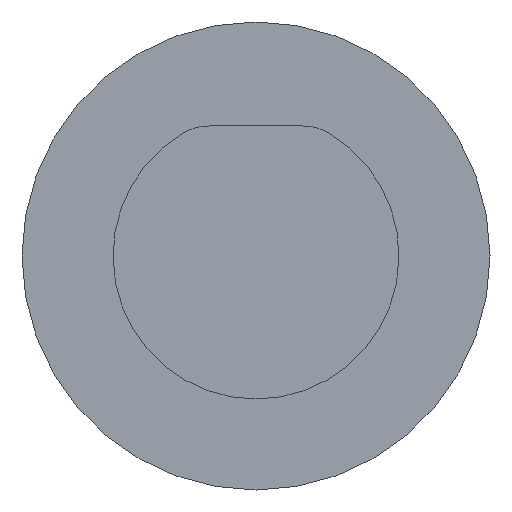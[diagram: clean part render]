
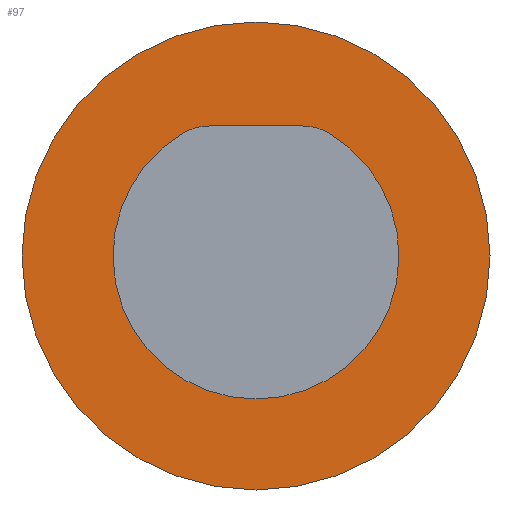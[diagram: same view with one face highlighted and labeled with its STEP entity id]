
A CAD part, front view. The second image highlights one B-rep face of the part: STEP entity #97.
In plain terms, the highlighted planar face has unit normal (0, -1, 0).
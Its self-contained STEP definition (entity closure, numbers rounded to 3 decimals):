
#16 = CIRCLE ( 'NONE', #148, 2. ) ;
#17 = DIRECTION ( 'NONE',  ( 1., 0., 0. ) ) ;
#28 = ORIENTED_EDGE ( 'NONE', *, *, #52, .T. ) ;
#33 = CIRCLE ( 'NONE', #162, 9. ) ;
#48 = DIRECTION ( 'NONE',  ( 0., 0., 1. ) ) ;
#52 = EDGE_CURVE ( 'NONE', #226, #276, #349, .T. ) ;
#56 = AXIS2_PLACEMENT_3D ( 'NONE', #212, #216, #277 ) ;
#60 = CARTESIAN_POINT ( 'NONE',  ( -2.833, 8., 4.714 ) ) ;
#67 = AXIS2_PLACEMENT_3D ( 'NONE', #120, #403, #188 ) ;
#71 = CARTESIAN_POINT ( 'NONE',  ( 0., 8., 9. ) ) ;
#83 = EDGE_CURVE ( 'NONE', #297, #348, #328, .T. ) ;
#84 = VERTEX_POINT ( 'NONE', #71 ) ;
#90 = EDGE_CURVE ( 'NONE', #276, #384, #16, .T. ) ;
#97 = ADVANCED_FACE ( 'NONE', ( #186, #232 ), #179, .F. ) ;
#104 = EDGE_CURVE ( 'NONE', #348, #226, #365, .T. ) ;
#105 = DIRECTION ( 'NONE',  ( 0., 1., 0. ) ) ;
#111 = ORIENTED_EDGE ( 'NONE', *, *, #210, .F. ) ;
#112 = DIRECTION ( 'NONE',  ( 0., 1., 0. ) ) ;
#116 = DIRECTION ( 'NONE',  ( 0., 0., 1. ) ) ;
#120 = CARTESIAN_POINT ( 'NONE',  ( 0., 8., 0. ) ) ;
#121 = EDGE_CURVE ( 'NONE', #143, #84, #33, .T. ) ;
#136 = ORIENTED_EDGE ( 'NONE', *, *, #104, .T. ) ;
#143 = VERTEX_POINT ( 'NONE', #404 ) ;
#147 = CARTESIAN_POINT ( 'NONE',  ( -1.803, 8., 3. ) ) ;
#148 = AXIS2_PLACEMENT_3D ( 'NONE', #147, #245, #48 ) ;
#149 = ORIENTED_EDGE ( 'NONE', *, *, #121, .F. ) ;
#150 = EDGE_CURVE ( 'NONE', #384, #297, #206, .T. ) ;
#161 = CARTESIAN_POINT ( 'NONE',  ( 2.833, 8., 4.714 ) ) ;
#162 = AXIS2_PLACEMENT_3D ( 'NONE', #183, #305, #308 ) ;
#174 = ORIENTED_EDGE ( 'NONE', *, *, #90, .T. ) ;
#179 = PLANE ( 'NONE',  #56 ) ;
#183 = CARTESIAN_POINT ( 'NONE',  ( 0., 8., 0. ) ) ;
#184 = VECTOR ( 'NONE', #17, 1000. ) ;
#186 = FACE_BOUND ( 'NONE', #250, .T. ) ;
#188 = DIRECTION ( 'NONE',  ( 0., 0., 1. ) ) ;
#193 = AXIS2_PLACEMENT_3D ( 'NONE', #273, #332, #116 ) ;
#206 = LINE ( 'NONE', #399, #184 ) ;
#210 = EDGE_CURVE ( 'NONE', #84, #143, #358, .T. ) ;
#212 = CARTESIAN_POINT ( 'NONE',  ( 0., 8., 0. ) ) ;
#216 = DIRECTION ( 'NONE',  ( 0., 1., 0. ) ) ;
#226 = VERTEX_POINT ( 'NONE', #228 ) ;
#228 = CARTESIAN_POINT ( 'NONE',  ( 0., 8., -5.5 ) ) ;
#232 = FACE_OUTER_BOUND ( 'NONE', #309, .T. ) ;
#234 = AXIS2_PLACEMENT_3D ( 'NONE', #390, #105, #241 ) ;
#235 = CARTESIAN_POINT ( 'NONE',  ( -1.803, 8., 5. ) ) ;
#241 = DIRECTION ( 'NONE',  ( 0., 0., 1. ) ) ;
#245 = DIRECTION ( 'NONE',  ( 0., 1., 0. ) ) ;
#250 = EDGE_LOOP ( 'NONE', ( #410, #405, #136, #28, #174 ) ) ;
#273 = CARTESIAN_POINT ( 'NONE',  ( 0., 8., 0. ) ) ;
#276 = VERTEX_POINT ( 'NONE', #60 ) ;
#277 = DIRECTION ( 'NONE',  ( 0., 0., 1. ) ) ;
#297 = VERTEX_POINT ( 'NONE', #343 ) ;
#298 = AXIS2_PLACEMENT_3D ( 'NONE', #396, #112, #394 ) ;
#305 = DIRECTION ( 'NONE',  ( 0., 1., 0. ) ) ;
#308 = DIRECTION ( 'NONE',  ( 0., 0., 1. ) ) ;
#309 = EDGE_LOOP ( 'NONE', ( #111, #149 ) ) ;
#328 = CIRCLE ( 'NONE', #298, 2. ) ;
#332 = DIRECTION ( 'NONE',  ( 0., 1., 0. ) ) ;
#343 = CARTESIAN_POINT ( 'NONE',  ( 1.803, 8., 5. ) ) ;
#348 = VERTEX_POINT ( 'NONE', #161 ) ;
#349 = CIRCLE ( 'NONE', #234, 5.5 ) ;
#358 = CIRCLE ( 'NONE', #67, 9. ) ;
#365 = CIRCLE ( 'NONE', #193, 5.5 ) ;
#384 = VERTEX_POINT ( 'NONE', #235 ) ;
#390 = CARTESIAN_POINT ( 'NONE',  ( 0., 8., 0. ) ) ;
#394 = DIRECTION ( 'NONE',  ( 0., 0., 1. ) ) ;
#396 = CARTESIAN_POINT ( 'NONE',  ( 1.803, 8., 3. ) ) ;
#399 = CARTESIAN_POINT ( 'NONE',  ( 1.803, 8., 5. ) ) ;
#403 = DIRECTION ( 'NONE',  ( 0., 1., 0. ) ) ;
#404 = CARTESIAN_POINT ( 'NONE',  ( 0., 8., -9. ) ) ;
#405 = ORIENTED_EDGE ( 'NONE', *, *, #83, .T. ) ;
#410 = ORIENTED_EDGE ( 'NONE', *, *, #150, .T. ) ;
